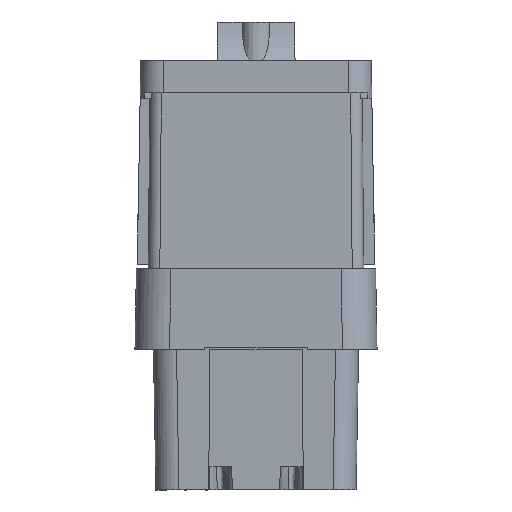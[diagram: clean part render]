
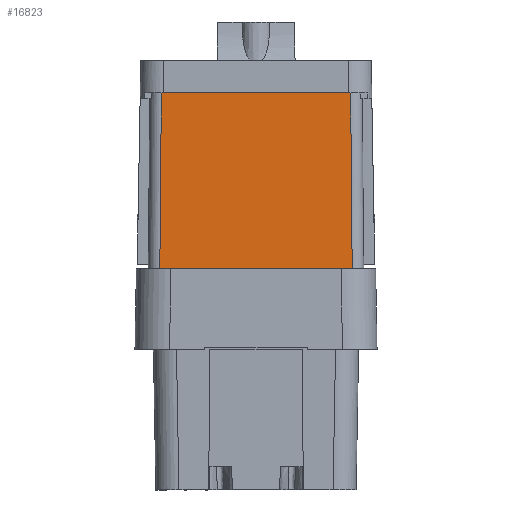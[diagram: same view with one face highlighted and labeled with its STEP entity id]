
A CAD part, left-side view. The second image highlights one B-rep face of the part: STEP entity #16823.
In plain terms, the highlighted planar face has unit normal (-1, 0, 0.009).
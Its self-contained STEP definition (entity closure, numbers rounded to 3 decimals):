
#16810=AXIS2_PLACEMENT_3D('Plane Axis2P3D',#16807,#16808,#16809) ;
#12915=CARTESIAN_POINT('Vertex',(0.567,2.157,19.2)) ;
#12918=CARTESIAN_POINT('Line Origine',(0.567,10.5,19.2)) ;
#12922=CARTESIAN_POINT('Vertex',(0.567,18.843,19.2)) ;
#13624=CARTESIAN_POINT('Vertex',(0.7,18.71,34.448)) ;
#13627=CARTESIAN_POINT('Line Origine',(0.7,10.5,34.448)) ;
#13631=CARTESIAN_POINT('Vertex',(0.7,2.29,34.448)) ;
#16792=CARTESIAN_POINT('Line Origine',(0.382,1.972,-1.991)) ;
#16807=CARTESIAN_POINT('Axis2P3D Location',(0.567,2.584,19.201)) ;
#16812=CARTESIAN_POINT('Line Origine',(0.634,18.777,26.824)) ;
#12919=DIRECTION('Vector Direction',(0.,1.,0.)) ;
#13628=DIRECTION('Vector Direction',(0.,-1.,0.)) ;
#16793=DIRECTION('Vector Direction',(-0.009,-0.009,-1.)) ;
#16808=DIRECTION('Axis2P3D Direction',(-1.,0.,0.009)) ;
#16809=DIRECTION('Axis2P3D XDirection',(0.,-1.,0.)) ;
#16813=DIRECTION('Vector Direction',(0.009,-0.009,1.)) ;
#12920=VECTOR('Line Direction',#12919,1.) ;
#13629=VECTOR('Line Direction',#13628,1.) ;
#16794=VECTOR('Line Direction',#16793,1.) ;
#16814=VECTOR('Line Direction',#16813,1.) ;
#16818=ORIENTED_EDGE('',*,*,#16816,.F.) ;
#16819=ORIENTED_EDGE('',*,*,#12924,.F.) ;
#16820=ORIENTED_EDGE('',*,*,#16796,.F.) ;
#16821=ORIENTED_EDGE('',*,*,#13633,.F.) ;
#16823=ADVANCED_FACE('Hauptkoerper',(#16822),#16811,.T.) ;
#12924=EDGE_CURVE('',#12916,#12923,#12921,.T.) ;
#13633=EDGE_CURVE('',#13625,#13632,#13630,.T.) ;
#16796=EDGE_CURVE('',#13632,#12916,#16795,.T.) ;
#16816=EDGE_CURVE('',#12923,#13625,#16815,.T.) ;
#16817=EDGE_LOOP('',(#16818,#16819,#16820,#16821)) ;
#16822=FACE_OUTER_BOUND('',#16817,.T.) ;
#12921=LINE('Line',#12918,#12920) ;
#13630=LINE('Line',#13627,#13629) ;
#16795=LINE('Line',#16792,#16794) ;
#16815=LINE('Line',#16812,#16814) ;
#16811=PLANE('',#16810) ;
#12916=VERTEX_POINT('',#12915) ;
#12923=VERTEX_POINT('',#12922) ;
#13625=VERTEX_POINT('',#13624) ;
#13632=VERTEX_POINT('',#13631) ;
